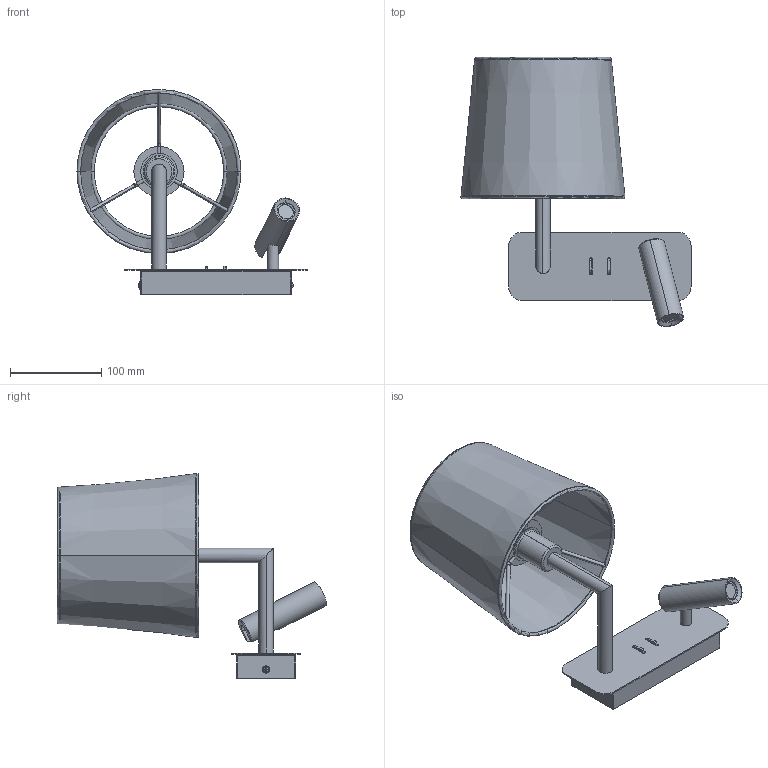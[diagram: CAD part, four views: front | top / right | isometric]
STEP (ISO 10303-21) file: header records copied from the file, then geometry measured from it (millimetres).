
FILE_DESCRIPTION (( 'STEP AP214' ), '1' );
FILE_NAME ('LWA375.STEP', '2022-02-22T08:29:35', ( 'GH' ), ( 'Microsoft' ), 'SwSTEP 2.0', 'SolidWorks 2013', '' );
FILE_SCHEMA (( 'AUTOMOTIVE_DESIGN' ));
Length unit declared in the file: millimetre
Products named in the file (16): 眻褒沺奪; ?21俋噤x2.0盄噤x?17囀噤; LWA-259掛极; 13勀砃芛2-2(俋8); 13勀砃芛2-1; 酗源倛菁碟; 酗源倛醱啣; 灞伬XPE45僅19.8x13紩薜芵噩; LWA375; XPE-17嫖埭+蹟佪+D20芵噩; 沭倛欂啣羲壽; M4x10带垫圆头十字螺丝; 袪倛票腑欶; M10蹟譫; E14全牙塑料灯头; E14腑戚(俋劃)
Assembly tree (17 placements, depth 3):
  LWA375
    酗源倛醱啣
    酗源倛菁碟
    13勀砃芛2-1
    13勀砃芛2-2(俋8)
    LWA-259掛极
    ?21俋噤x2.0盄噤x?17囀噤
    眻褒沺奪
    E14腑戚(俋劃)
    E14全牙塑料灯头
    M10蹟譫
    袪倛票腑欶
    沭倛欂啣羲壽  x2
    M4x10带垫圆头十字螺丝  x2
    XPE-17嫖埭+蹟佪+D20芵噩
      灞伬XPE45僅19.8x13紩薜芵噩
Bounding box: 252.5 x 295.29 x 225 mm (x, y, z)
Volume: 173890.5 mm3; surface area: 309981.2 mm2
Topology: 17 solids, 17 shells, 1046 faces, 2717 edges, 1781 vertices
Faces by surface type: plane 627, cylinder 284, torus 109, cone 18, bspline 8
Entity records: 29579 total; most frequent: CARTESIAN_POINT 7313, DIRECTION 4390, ORIENTED_EDGE 4368, EDGE_CURVE 2184, AXIS2_PLACEMENT_3D 1614, VERTEX_POINT 1429, VECTOR 1162, LINE 1162
